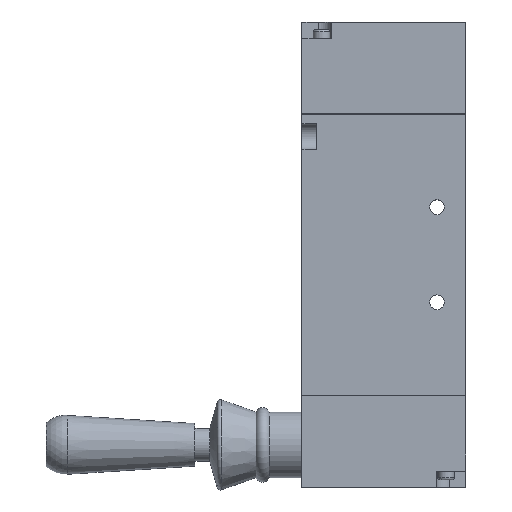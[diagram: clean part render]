
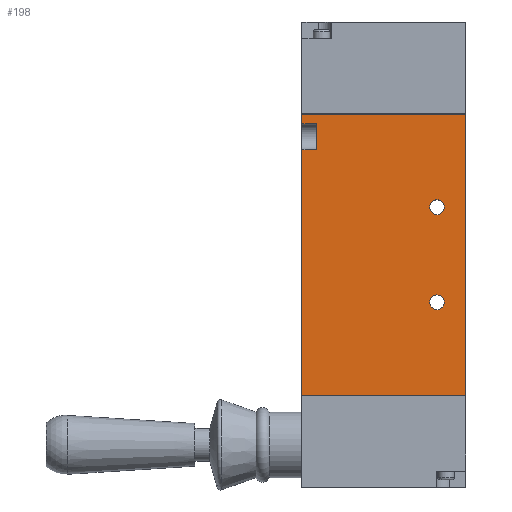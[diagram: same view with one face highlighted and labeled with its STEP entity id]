
A CAD part, left-side view. The second image highlights one B-rep face of the part: STEP entity #198.
In plain terms, the highlighted planar face has unit normal (-1, 0, 0).
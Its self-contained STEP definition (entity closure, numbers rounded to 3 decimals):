
#198 = ADVANCED_FACE( '', ( #504, #505, #506 ), #507, .T. );
#504 = FACE_OUTER_BOUND( '', #845, .T. );
#505 = FACE_BOUND( '', #846, .T. );
#506 = FACE_BOUND( '', #847, .T. );
#507 = PLANE( '', #848 );
#845 = EDGE_LOOP( '', ( #1819, #1820, #1821, #1822, #1823, #1824, #1825, #1826 ) );
#846 = EDGE_LOOP( '', ( #1827 ) );
#847 = EDGE_LOOP( '', ( #1828 ) );
#848 = AXIS2_PLACEMENT_3D( '', #1829, #1830, #1831 );
#1819 = ORIENTED_EDGE( '', *, *, #2001, .F. );
#1820 = ORIENTED_EDGE( '', *, *, #1980, .F. );
#1821 = ORIENTED_EDGE( '', *, *, #1996, .T. );
#1822 = ORIENTED_EDGE( '', *, *, #2267, .F. );
#1823 = ORIENTED_EDGE( '', *, *, #2240, .T. );
#1824 = ORIENTED_EDGE( '', *, *, #2271, .T. );
#1825 = ORIENTED_EDGE( '', *, *, #2258, .F. );
#1826 = ORIENTED_EDGE( '', *, *, #2268, .F. );
#1827 = ORIENTED_EDGE( '', *, *, #2007, .T. );
#1828 = ORIENTED_EDGE( '', *, *, #1976, .T. );
#1829 = CARTESIAN_POINT( '', ( -15., 25., -96. ) );
#1830 = DIRECTION( '', ( -1., 0., 0. ) );
#1831 = DIRECTION( '', ( 0., -1., 0. ) );
#1976 = EDGE_CURVE( '', #2305, #2305, #2306, .T. );
#1980 = EDGE_CURVE( '', #2312, #2313, #2314, .T. );
#1996 = EDGE_CURVE( '', #2312, #2340, #2342, .T. );
#2001 = EDGE_CURVE( '', #2313, #2347, #2349, .T. );
#2007 = EDGE_CURVE( '', #2360, #2360, #2361, .T. );
#2240 = EDGE_CURVE( '', #2760, #2761, #2762, .T. );
#2258 = EDGE_CURVE( '', #2792, #2793, #2794, .T. );
#2267 = EDGE_CURVE( '', #2760, #2340, #2805, .T. );
#2268 = EDGE_CURVE( '', #2347, #2792, #2806, .T. );
#2271 = EDGE_CURVE( '', #2761, #2793, #2809, .T. );
#2305 = VERTEX_POINT( '', #2911 );
#2306 = CIRCLE( '', #2912, 2.25 );
#2312 = VERTEX_POINT( '', #2919 );
#2313 = VERTEX_POINT( '', #2920 );
#2314 = LINE( '', #2921, #2922 );
#2340 = VERTEX_POINT( '', #2959 );
#2342 = LINE( '', #2962, #2963 );
#2347 = VERTEX_POINT( '', #2970 );
#2349 = LINE( '', #2973, #2974 );
#2360 = VERTEX_POINT( '', #2985 );
#2361 = CIRCLE( '', #2986, 2.25 );
#2760 = VERTEX_POINT( '', #3597 );
#2761 = VERTEX_POINT( '', #3598 );
#2762 = LINE( '', #3599, #3600 );
#2792 = VERTEX_POINT( '', #3641 );
#2793 = VERTEX_POINT( '', #3642 );
#2794 = LINE( '', #3643, #3644 );
#2805 = LINE( '', #3663, #3664 );
#2806 = LINE( '', #3665, #3666 );
#2809 = LINE( '', #3671, #3672 );
#2911 = CARTESIAN_POINT( '', ( -15., -16.2, -40.75 ) );
#2912 = AXIS2_PLACEMENT_3D( '', #3728, #3729, #3730 );
#2919 = CARTESIAN_POINT( '', ( -15., 20.5, -21. ) );
#2920 = CARTESIAN_POINT( '', ( -15., 20.5, -13. ) );
#2921 = CARTESIAN_POINT( '', ( -15., 20.5, -21. ) );
#2922 = VECTOR( '', #3738, 1000. );
#2959 = CARTESIAN_POINT( '', ( -15., 25., -21. ) );
#2962 = CARTESIAN_POINT( '', ( -15., 20.5, -21. ) );
#2963 = VECTOR( '', #3760, 1000. );
#2970 = CARTESIAN_POINT( '', ( -15., 25., -13. ) );
#2973 = CARTESIAN_POINT( '', ( -15., 20.5, -13. ) );
#2974 = VECTOR( '', #3767, 1000. );
#2985 = CARTESIAN_POINT( '', ( -15., -16.2, -69.75 ) );
#2986 = AXIS2_PLACEMENT_3D( '', #3783, #3784, #3785 );
#3597 = CARTESIAN_POINT( '', ( -15., 25., -95.9 ) );
#3598 = CARTESIAN_POINT( '', ( -15., -25., -95.9 ) );
#3599 = CARTESIAN_POINT( '', ( -15., 25., -95.9 ) );
#3600 = VECTOR( '', #4058, 1000. );
#3641 = CARTESIAN_POINT( '', ( -15., 25., -10.1 ) );
#3642 = CARTESIAN_POINT( '', ( -15., -25., -10.1 ) );
#3643 = CARTESIAN_POINT( '', ( -15., 25., -10.1 ) );
#3644 = VECTOR( '', #4088, 1000. );
#3663 = CARTESIAN_POINT( '', ( -15., 25., -96. ) );
#3664 = VECTOR( '', #4097, 1000. );
#3665 = CARTESIAN_POINT( '', ( -15., 25., -96. ) );
#3666 = VECTOR( '', #4098, 1000. );
#3671 = CARTESIAN_POINT( '', ( -15., -25., -96. ) );
#3672 = VECTOR( '', #4101, 1000. );
#3728 = CARTESIAN_POINT( '', ( -15., -16.2, -38.5 ) );
#3729 = DIRECTION( '', ( 1., 0., 0. ) );
#3730 = DIRECTION( '', ( 0., 0., -1. ) );
#3738 = DIRECTION( '', ( 0., 0., 1. ) );
#3760 = DIRECTION( '', ( 0., 1., 0. ) );
#3767 = DIRECTION( '', ( 0., 1., 0. ) );
#3783 = CARTESIAN_POINT( '', ( -15., -16.2, -67.5 ) );
#3784 = DIRECTION( '', ( 1., 0., 0. ) );
#3785 = DIRECTION( '', ( 0., 0., -1. ) );
#4058 = DIRECTION( '', ( 0., -1., 0. ) );
#4088 = DIRECTION( '', ( 0., -1., 0. ) );
#4097 = DIRECTION( '', ( 0., 0., 1. ) );
#4098 = DIRECTION( '', ( 0., 0., 1. ) );
#4101 = DIRECTION( '', ( 0., 0., 1. ) );
